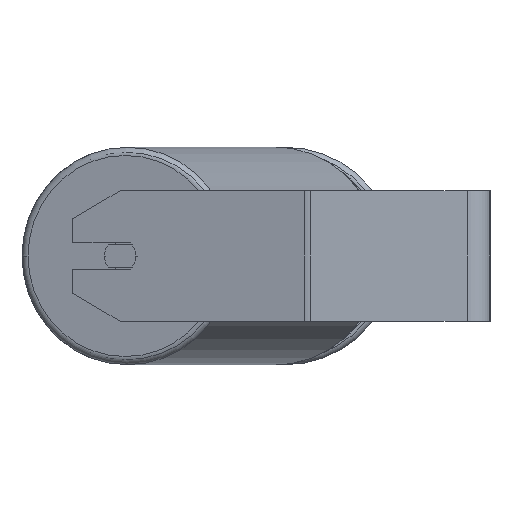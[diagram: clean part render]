
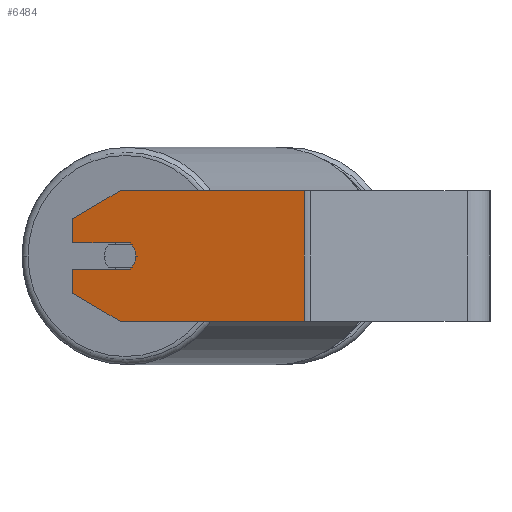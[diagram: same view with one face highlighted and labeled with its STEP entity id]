
A CAD part, left-side view. The second image highlights one B-rep face of the part: STEP entity #6484.
In plain terms, the highlighted planar face has unit normal (-0.966, 0.259, 0).
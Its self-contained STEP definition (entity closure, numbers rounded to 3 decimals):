
#6 = DIRECTION ( 'NONE',  ( -0.224, -0.837, -0.5 ) ) ;
#387 = AXIS2_PLACEMENT_3D ( 'NONE', #4824, #7470, #7512 ) ;
#509 = LINE ( 'NONE', #1805, #3193 ) ;
#655 = VECTOR ( 'NONE', #1410, 1000. ) ;
#674 = CARTESIAN_POINT ( 'NONE',  ( -574.31, 226.245, 40. ) ) ;
#733 = ORIENTED_EDGE ( 'NONE', *, *, #6344, .T. ) ;
#734 = CARTESIAN_POINT ( 'NONE',  ( -574.31, 226.245, 0. ) ) ;
#1142 = VERTEX_POINT ( 'NONE', #5621 ) ;
#1205 = VECTOR ( 'NONE', #2208, 1000. ) ;
#1263 = CARTESIAN_POINT ( 'NONE',  ( -574.31, 226.245, -40. ) ) ;
#1410 = DIRECTION ( 'NONE',  ( 0., 0., -1. ) ) ;
#1436 = VERTEX_POINT ( 'NONE', #6125 ) ;
#1805 = CARTESIAN_POINT ( 'NONE',  ( -575.863, 220.449, 8. ) ) ;
#1881 = LINE ( 'NONE', #4580, #6858 ) ;
#2127 = DIRECTION ( 'NONE',  ( 0., 0., -1. ) ) ;
#2137 = EDGE_CURVE ( 'NONE', #4702, #1142, #3428, .T. ) ;
#2161 = VERTEX_POINT ( 'NONE', #674 ) ;
#2208 = DIRECTION ( 'NONE',  ( -0.259, -0.966, 0. ) ) ;
#2254 = ORIENTED_EDGE ( 'NONE', *, *, #2137, .T. ) ;
#2255 = FACE_OUTER_BOUND ( 'NONE', #5754, .T. ) ;
#2522 = CARTESIAN_POINT ( 'NONE',  ( -566.545, 255.222, 40. ) ) ;
#2544 = DIRECTION ( 'NONE',  ( -0.259, -0.966, 0. ) ) ;
#2555 = EDGE_CURVE ( 'NONE', #4819, #4368, #5433, .T. ) ;
#2587 = EDGE_CURVE ( 'NONE', #1142, #4472, #8129, .T. ) ;
#2598 = EDGE_CURVE ( 'NONE', #7774, #3029, #7139, .T. ) ;
#2773 = EDGE_CURVE ( 'NONE', #2161, #8069, #3973, .T. ) ;
#2817 = EDGE_CURVE ( 'NONE', #3029, #2958, #509, .T. ) ;
#2830 = CARTESIAN_POINT ( 'NONE',  ( -566.545, 255.222, -40. ) ) ;
#2889 = ORIENTED_EDGE ( 'NONE', *, *, #2817, .F. ) ;
#2958 = VERTEX_POINT ( 'NONE', #3488 ) ;
#3029 = VERTEX_POINT ( 'NONE', #6388 ) ;
#3193 = VECTOR ( 'NONE', #7327, 1000. ) ;
#3410 = CARTESIAN_POINT ( 'NONE',  ( -566.545, 255.222, 40. ) ) ;
#3428 = LINE ( 'NONE', #1263, #8121 ) ;
#3488 = CARTESIAN_POINT ( 'NONE',  ( -566.545, 255.222, 8. ) ) ;
#3495 = AXIS2_PLACEMENT_3D ( 'NONE', #8601, #5658, #5082 ) ;
#3594 = ORIENTED_EDGE ( 'NONE', *, *, #2598, .F. ) ;
#3973 = LINE ( 'NONE', #5207, #7417 ) ;
#3999 = CARTESIAN_POINT ( 'NONE',  ( -604.523, 113.488, -40. ) ) ;
#4023 = ORIENTED_EDGE ( 'NONE', *, *, #5406, .F. ) ;
#4368 = VERTEX_POINT ( 'NONE', #7143 ) ;
#4432 = EDGE_CURVE ( 'NONE', #2161, #1436, #1881, .T. ) ;
#4444 = ORIENTED_EDGE ( 'NONE', *, *, #2773, .T. ) ;
#4472 = VERTEX_POINT ( 'NONE', #3999 ) ;
#4481 = CIRCLE ( 'NONE', #3495, 10. ) ;
#4506 = DIRECTION ( 'NONE',  ( 0.224, 0.837, -0.5 ) ) ;
#4580 = CARTESIAN_POINT ( 'NONE',  ( -566.545, 255.222, 40. ) ) ;
#4702 = VERTEX_POINT ( 'NONE', #7707 ) ;
#4731 = DIRECTION ( 'NONE',  ( -0.259, -0.966, 0. ) ) ;
#4819 = VERTEX_POINT ( 'NONE', #7928 ) ;
#4824 = CARTESIAN_POINT ( 'NONE',  ( -566.545, 255.222, 40. ) ) ;
#5082 = DIRECTION ( 'NONE',  ( -0.259, -0.966, 0. ) ) ;
#5202 = VECTOR ( 'NONE', #5356, 1000. ) ;
#5207 = CARTESIAN_POINT ( 'NONE',  ( -566.545, 255.222, 22.679 ) ) ;
#5288 = EDGE_CURVE ( 'NONE', #8069, #2958, #6801, .T. ) ;
#5354 = ORIENTED_EDGE ( 'NONE', *, *, #2555, .F. ) ;
#5356 = DIRECTION ( 'NONE',  ( 0., 0., -1. ) ) ;
#5394 = LINE ( 'NONE', #2522, #5202 ) ;
#5406 = EDGE_CURVE ( 'NONE', #4368, #7774, #4481, .T. ) ;
#5433 = LINE ( 'NONE', #5562, #5449 ) ;
#5437 = LINE ( 'NONE', #5485, #8729 ) ;
#5449 = VECTOR ( 'NONE', #4731, 1000. ) ;
#5485 = CARTESIAN_POINT ( 'NONE',  ( -604.523, 113.488, 40. ) ) ;
#5562 = CARTESIAN_POINT ( 'NONE',  ( -575.863, 220.449, -8. ) ) ;
#5621 = CARTESIAN_POINT ( 'NONE',  ( -574.31, 226.245, -40. ) ) ;
#5658 = DIRECTION ( 'NONE',  ( -0.966, 0.259, 0. ) ) ;
#5754 = EDGE_LOOP ( 'NONE', ( #4023, #5354, #733, #2254, #8585, #7925, #8362, #4444, #7975, #2889, #3594 ) ) ;
#6125 = CARTESIAN_POINT ( 'NONE',  ( -604.523, 113.488, 40. ) ) ;
#6296 = CARTESIAN_POINT ( 'NONE',  ( -566.545, 255.222, 22.679 ) ) ;
#6344 = EDGE_CURVE ( 'NONE', #4819, #4702, #5394, .T. ) ;
#6388 = CARTESIAN_POINT ( 'NONE',  ( -575.863, 220.449, 8. ) ) ;
#6457 = EDGE_CURVE ( 'NONE', #1436, #4472, #5437, .T. ) ;
#6484 = ADVANCED_FACE ( 'NONE', ( #2255 ), #6939, .F. ) ;
#6758 = DIRECTION ( 'NONE',  ( -0.259, -0.966, 0. ) ) ;
#6797 = DIRECTION ( 'NONE',  ( -0.966, 0.259, 0. ) ) ;
#6801 = LINE ( 'NONE', #3410, #655 ) ;
#6858 = VECTOR ( 'NONE', #2544, 1000. ) ;
#6939 = PLANE ( 'NONE',  #387 ) ;
#7139 = CIRCLE ( 'NONE', #7699, 10. ) ;
#7143 = CARTESIAN_POINT ( 'NONE',  ( -575.863, 220.449, -8. ) ) ;
#7327 = DIRECTION ( 'NONE',  ( 0.259, 0.966, 0. ) ) ;
#7417 = VECTOR ( 'NONE', #4506, 1000. ) ;
#7470 = DIRECTION ( 'NONE',  ( 0.966, -0.259, 0. ) ) ;
#7512 = DIRECTION ( 'NONE',  ( 0.259, 0.966, 0. ) ) ;
#7699 = AXIS2_PLACEMENT_3D ( 'NONE', #734, #6797, #6758 ) ;
#7707 = CARTESIAN_POINT ( 'NONE',  ( -566.545, 255.222, -22.679 ) ) ;
#7774 = VERTEX_POINT ( 'NONE', #8387 ) ;
#7925 = ORIENTED_EDGE ( 'NONE', *, *, #6457, .F. ) ;
#7928 = CARTESIAN_POINT ( 'NONE',  ( -566.545, 255.222, -8. ) ) ;
#7975 = ORIENTED_EDGE ( 'NONE', *, *, #5288, .T. ) ;
#8069 = VERTEX_POINT ( 'NONE', #6296 ) ;
#8121 = VECTOR ( 'NONE', #6, 1000. ) ;
#8129 = LINE ( 'NONE', #2830, #1205 ) ;
#8362 = ORIENTED_EDGE ( 'NONE', *, *, #4432, .F. ) ;
#8387 = CARTESIAN_POINT ( 'NONE',  ( -576.898, 216.585, 0. ) ) ;
#8585 = ORIENTED_EDGE ( 'NONE', *, *, #2587, .T. ) ;
#8601 = CARTESIAN_POINT ( 'NONE',  ( -574.31, 226.245, 0. ) ) ;
#8729 = VECTOR ( 'NONE', #2127, 1000. ) ;
